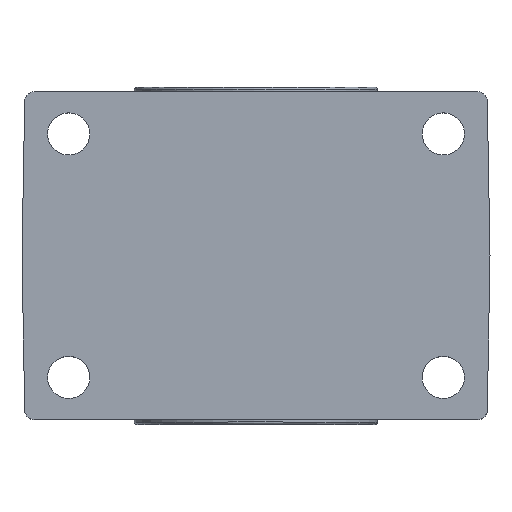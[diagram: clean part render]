
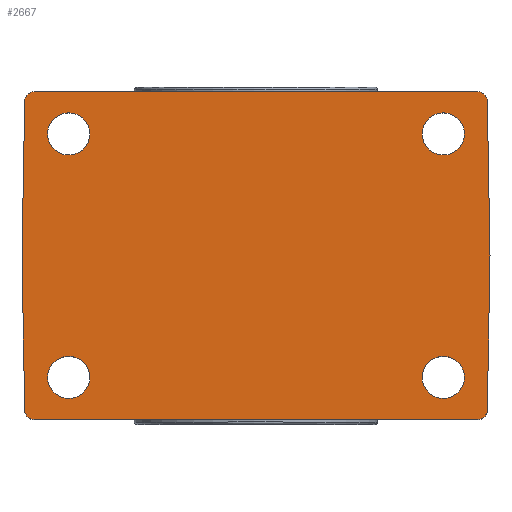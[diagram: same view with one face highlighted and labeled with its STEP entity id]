
A CAD part, top view. The second image highlights one B-rep face of the part: STEP entity #2667.
In plain terms, the highlighted planar face has unit normal (0, 0, 1).
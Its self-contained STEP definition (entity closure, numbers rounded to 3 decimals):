
#131=FACE_BOUND('',#660,.T.);
#132=FACE_BOUND('',#661,.T.);
#133=FACE_BOUND('',#662,.T.);
#134=FACE_BOUND('',#663,.T.);
#244=CIRCLE('',#2845,2.25);
#246=CIRCLE('',#2848,2.25);
#248=CIRCLE('',#2851,2.25);
#250=CIRCLE('',#2854,2.25);
#252=CIRCLE('',#2863,1.);
#254=CIRCLE('',#2866,1.);
#256=CIRCLE('',#2869,1.);
#258=CIRCLE('',#2872,1.);
#489=FACE_OUTER_BOUND('',#659,.T.);
#659=EDGE_LOOP('',(#2308,#2309,#2310,#2311,#2312,#2313,#2314,#2315,#2316,
#2317));
#660=EDGE_LOOP('',(#2318));
#661=EDGE_LOOP('',(#2319));
#662=EDGE_LOOP('',(#2320));
#663=EDGE_LOOP('',(#2321));
#734=LINE('',#4331,#922);
#742=LINE('',#4346,#930);
#751=LINE('',#4363,#939);
#758=LINE('',#4426,#946);
#764=LINE('',#4488,#952);
#771=LINE('',#4509,#959);
#922=VECTOR('',#3287,1000.);
#930=VECTOR('',#3297,1000.);
#939=VECTOR('',#3308,1000.);
#946=VECTOR('',#3317,1000.);
#952=VECTOR('',#3325,1000.);
#959=VECTOR('',#3334,1000.);
#1147=VERTEX_POINT('',#4303);
#1149=VERTEX_POINT('',#4309);
#1151=VERTEX_POINT('',#4315);
#1153=VERTEX_POINT('',#4321);
#1156=VERTEX_POINT('',#4328);
#1157=VERTEX_POINT('',#4330);
#1162=VERTEX_POINT('',#4344);
#1163=VERTEX_POINT('',#4345);
#1169=VERTEX_POINT('',#4361);
#1170=VERTEX_POINT('',#4362);
#1176=VERTEX_POINT('',#4425);
#1181=VERTEX_POINT('',#4486);
#1182=VERTEX_POINT('',#4487);
#1189=VERTEX_POINT('',#4508);
#1399=EDGE_CURVE('',#1147,#1147,#244,.T.);
#1402=EDGE_CURVE('',#1149,#1149,#246,.T.);
#1405=EDGE_CURVE('',#1151,#1151,#248,.T.);
#1408=EDGE_CURVE('',#1153,#1153,#250,.T.);
#1412=EDGE_CURVE('',#1156,#1157,#734,.T.);
#1420=EDGE_CURVE('',#1162,#1163,#742,.T.);
#1429=EDGE_CURVE('',#1169,#1170,#751,.T.);
#1437=EDGE_CURVE('',#1170,#1176,#758,.T.);
#1444=EDGE_CURVE('',#1181,#1182,#764,.T.);
#1452=EDGE_CURVE('',#1182,#1189,#771,.T.);
#1459=EDGE_CURVE('',#1162,#1189,#252,.T.);
#1461=EDGE_CURVE('',#1169,#1163,#254,.T.);
#1463=EDGE_CURVE('',#1157,#1176,#256,.T.);
#1465=EDGE_CURVE('',#1181,#1156,#258,.T.);
#2308=ORIENTED_EDGE('',*,*,#1420,.T.);
#2309=ORIENTED_EDGE('',*,*,#1461,.F.);
#2310=ORIENTED_EDGE('',*,*,#1429,.T.);
#2311=ORIENTED_EDGE('',*,*,#1437,.T.);
#2312=ORIENTED_EDGE('',*,*,#1463,.F.);
#2313=ORIENTED_EDGE('',*,*,#1412,.F.);
#2314=ORIENTED_EDGE('',*,*,#1465,.F.);
#2315=ORIENTED_EDGE('',*,*,#1444,.T.);
#2316=ORIENTED_EDGE('',*,*,#1452,.T.);
#2317=ORIENTED_EDGE('',*,*,#1459,.F.);
#2318=ORIENTED_EDGE('',*,*,#1399,.T.);
#2319=ORIENTED_EDGE('',*,*,#1402,.T.);
#2320=ORIENTED_EDGE('',*,*,#1405,.T.);
#2321=ORIENTED_EDGE('',*,*,#1408,.T.);
#2524=PLANE('',#3020);
#2667=ADVANCED_FACE('',(#489,#131,#132,#133,#134),#2524,.T.);
#2845=AXIS2_PLACEMENT_3D('',#4304,#3258,#3259);
#2848=AXIS2_PLACEMENT_3D('',#4310,#3265,#3266);
#2851=AXIS2_PLACEMENT_3D('',#4316,#3272,#3273);
#2854=AXIS2_PLACEMENT_3D('',#4322,#3279,#3280);
#2863=AXIS2_PLACEMENT_3D('',#4527,#3342,#3343);
#2866=AXIS2_PLACEMENT_3D('',#4530,#3348,#3349);
#2869=AXIS2_PLACEMENT_3D('',#4533,#3354,#3355);
#2872=AXIS2_PLACEMENT_3D('',#4536,#3360,#3361);
#3020=AXIS2_PLACEMENT_3D('',#5251,#3725,#3726);
#3258=DIRECTION('center_axis',(0.,0.,-1.));
#3259=DIRECTION('ref_axis',(1.,0.,0.));
#3265=DIRECTION('center_axis',(0.,0.,-1.));
#3266=DIRECTION('ref_axis',(1.,0.,0.));
#3272=DIRECTION('center_axis',(0.,0.,-1.));
#3273=DIRECTION('ref_axis',(1.,0.,0.));
#3279=DIRECTION('center_axis',(0.,0.,-1.));
#3280=DIRECTION('ref_axis',(1.,0.,0.));
#3287=DIRECTION('',(1.,0.,0.));
#3297=DIRECTION('',(1.,0.,0.));
#3308=DIRECTION('',(0.017,1.,0.));
#3317=DIRECTION('',(-0.017,1.,0.));
#3325=DIRECTION('',(-0.017,-1.,0.));
#3334=DIRECTION('',(0.017,-1.,0.));
#3342=DIRECTION('center_axis',(0.,0.,-1.));
#3343=DIRECTION('ref_axis',(1.,0.,0.));
#3348=DIRECTION('center_axis',(0.,0.,-1.));
#3349=DIRECTION('ref_axis',(1.,0.,0.));
#3354=DIRECTION('center_axis',(0.,0.,-1.));
#3355=DIRECTION('ref_axis',(1.,0.,0.));
#3360=DIRECTION('center_axis',(0.,0.,-1.));
#3361=DIRECTION('ref_axis',(1.,0.,0.));
#3725=DIRECTION('center_axis',(0.,0.,1.));
#3726=DIRECTION('ref_axis',(1.,0.,0.));
#4303=CARTESIAN_POINT('',(-17.75,13.,1.5));
#4304=CARTESIAN_POINT('Origin',(-20.,13.,1.5));
#4309=CARTESIAN_POINT('',(-17.75,-13.,1.5));
#4310=CARTESIAN_POINT('Origin',(-20.,-13.,1.5));
#4315=CARTESIAN_POINT('',(22.25,-13.,1.5));
#4316=CARTESIAN_POINT('Origin',(20.,-13.,1.5));
#4321=CARTESIAN_POINT('',(22.25,13.,1.5));
#4322=CARTESIAN_POINT('Origin',(20.,13.,1.5));
#4328=CARTESIAN_POINT('',(-23.702,17.5,1.5));
#4330=CARTESIAN_POINT('',(23.702,17.5,1.5));
#4331=CARTESIAN_POINT('',(0.,17.5,1.5));
#4344=CARTESIAN_POINT('',(-23.702,-17.5,1.5));
#4345=CARTESIAN_POINT('',(23.702,-17.5,1.5));
#4346=CARTESIAN_POINT('',(0.,-17.5,1.5));
#4361=CARTESIAN_POINT('',(24.702,-16.517,1.5));
#4362=CARTESIAN_POINT('',(24.99,0.,1.5));
#4363=CARTESIAN_POINT('',(24.685,-17.5,1.5));
#4425=CARTESIAN_POINT('',(24.702,16.517,1.5));
#4426=CARTESIAN_POINT('',(24.99,0.,1.5));
#4486=CARTESIAN_POINT('',(-24.702,16.517,1.5));
#4487=CARTESIAN_POINT('',(-24.99,0.,1.5));
#4488=CARTESIAN_POINT('',(-24.99,0.,1.5));
#4508=CARTESIAN_POINT('',(-24.702,-16.517,1.5));
#4509=CARTESIAN_POINT('',(-24.685,-17.5,1.5));
#4527=CARTESIAN_POINT('Origin',(-23.702,-16.5,1.5));
#4530=CARTESIAN_POINT('Origin',(23.702,-16.5,1.5));
#4533=CARTESIAN_POINT('Origin',(23.702,16.5,1.5));
#4536=CARTESIAN_POINT('Origin',(-23.702,16.5,1.5));
#5251=CARTESIAN_POINT('Origin',(0.,0.,1.5));
